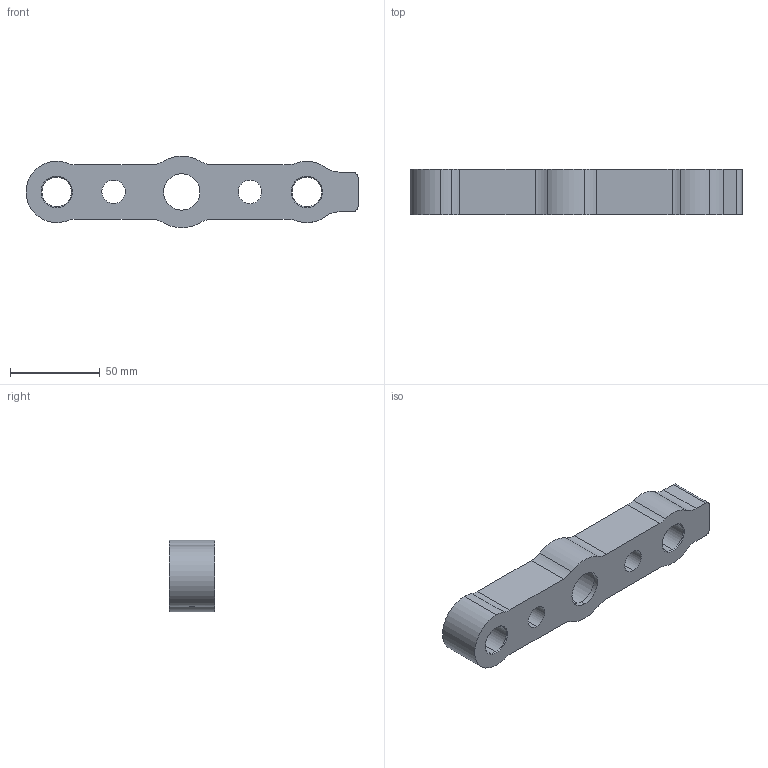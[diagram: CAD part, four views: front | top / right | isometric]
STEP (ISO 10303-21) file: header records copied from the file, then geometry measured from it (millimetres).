
FILE_DESCRIPTION (( 'STEP AP203' ), '1' );
FILE_NAME ('0170-B-PBP-Front-Plate.STEP', '2019-07-25T22:23:47', ( '' ), ( '' ), 'SwSTEP 2.0', 'SolidWorks 2013', '' );
FILE_SCHEMA (( 'CONFIG_CONTROL_DESIGN' ));
Length unit declared in the file: inch
Products named in the file (1): 0170-B-PBP-Front-Plate
Bounding box: 185.42 x 25.4 x 39.94 mm (x, y, z)
Volume: 112948.9 mm3; surface area: 27227.3 mm2
Topology: 1 solids, 1 shells, 67 faces, 186 edges, 119 vertices
Faces by surface type: cylinder 43, cone 12, plane 12
Entity records: 2457 total; most frequent: CARTESIAN_POINT 595, DIRECTION 392, ORIENTED_EDGE 368, EDGE_CURVE 184, AXIS2_PLACEMENT_3D 156, VERTEX_POINT 119, CIRCLE 88, EDGE_LOOP 81
